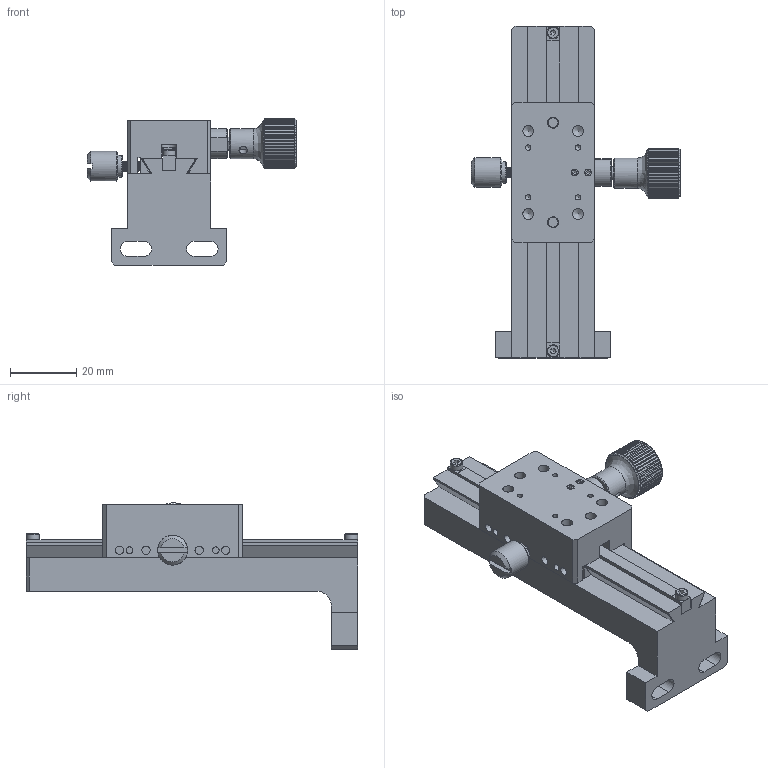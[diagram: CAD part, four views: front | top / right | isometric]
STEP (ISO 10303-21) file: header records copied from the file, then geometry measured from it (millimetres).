
FILE_DESCRIPTION (( 'STEP AP203' ), '1' );
FILE_NAME ('528787.STEP', '2024-10-15T02:58:11', ( 'Windows User' ), ( 'P R C' ), 'SwSTEP 2.0', 'SolidWorks 2020', '' );
FILE_SCHEMA (( 'CONFIG_CONTROL_DESIGN' ));
Products named in the file (1): 528787
Bounding box: 63.01 x 100 x 44.09 mm (x, y, z)
Volume: 50932.3 mm3; surface area: 23366 mm2
Topology: 12 solids, 12 shells, 918 faces, 2464 edges, 1592 vertices
Faces by surface type: plane 564, bspline 144, cylinder 124, cone 86
Full cylindrical faces by diameter (mm): 1.6 x6, 2 x2, 2.05 x5, 2.4 x2, 2.5 x9, 2.9 x1, 3.3 x6, 3.8 x2, 4 x2, 4.5 x3, 5 x1, 6.5 x1, 7 x1, 8 x2, 9 x2
Entity records: 117144 total; most frequent: CARTESIAN_POINT 95993, ORIENTED_EDGE 4694, DIRECTION 3716, EDGE_CURVE 2347, VERTEX_POINT 1557, VECTOR 1396, LINE 1396, AXIS2_PLACEMENT_3D 1160
